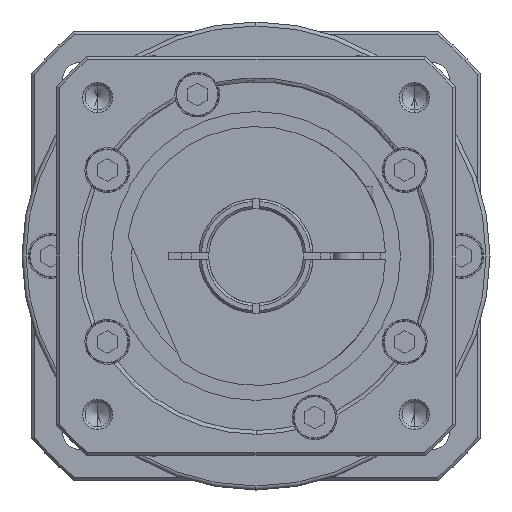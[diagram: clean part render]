
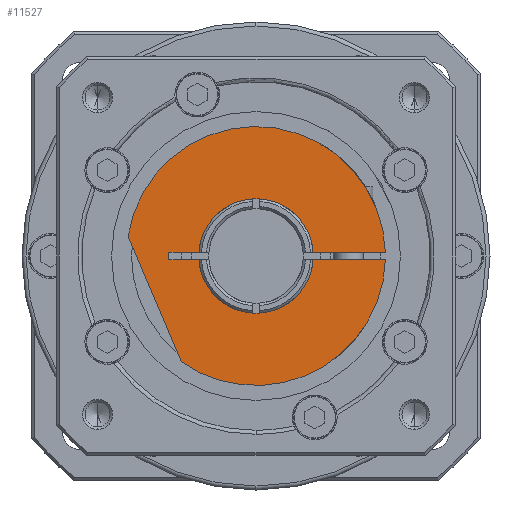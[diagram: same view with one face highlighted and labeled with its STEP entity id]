
A CAD part, left-side view. The second image highlights one B-rep face of the part: STEP entity #11527.
In plain terms, the highlighted planar face has unit normal (-1, 0, 0).
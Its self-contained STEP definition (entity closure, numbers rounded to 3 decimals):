
#4 = DIRECTION ( 'NONE',  ( 0., 1., 0. ) ) ;
#90 = VERTEX_POINT ( 'NONE', #16611 ) ;
#95 = AXIS2_PLACEMENT_3D ( 'NONE', #3966, #2697, #7848 ) ;
#198 = ORIENTED_EDGE ( 'NONE', *, *, #7257, .F. ) ;
#326 = ORIENTED_EDGE ( 'NONE', *, *, #6110, .F. ) ;
#885 = CIRCLE ( 'NONE', #8636, 26. ) ;
#960 = EDGE_CURVE ( 'NONE', #1004, #90, #13074, .T. ) ;
#1004 = VERTEX_POINT ( 'NONE', #16565 ) ;
#1270 = VECTOR ( 'NONE', #14050, 1000. ) ;
#1710 = CIRCLE ( 'NONE', #9615, 11.5 ) ;
#1809 = LINE ( 'NONE', #13820, #17230 ) ;
#1865 = ORIENTED_EDGE ( 'NONE', *, *, #12801, .F. ) ;
#2121 = VERTEX_POINT ( 'NONE', #3173 ) ;
#2427 = DIRECTION ( 'NONE',  ( 1., 0., 0. ) ) ;
#2570 = CIRCLE ( 'NONE', #3897, 26. ) ;
#2627 = VECTOR ( 'NONE', #2917, 1000. ) ;
#2697 = DIRECTION ( 'NONE',  ( 1., 0., 0. ) ) ;
#2778 = VERTEX_POINT ( 'NONE', #6065 ) ;
#2917 = DIRECTION ( 'NONE',  ( 0., -1., 0. ) ) ;
#2986 = ORIENTED_EDGE ( 'NONE', *, *, #4078, .F. ) ;
#3173 = CARTESIAN_POINT ( 'NONE',  ( -86.277, -11.476, -0.75 ) ) ;
#3267 = CARTESIAN_POINT ( 'NONE',  ( -86.277, -25.989, -0.75 ) ) ;
#3362 = CARTESIAN_POINT ( 'NONE',  ( -86.277, 14.992, -21.243 ) ) ;
#3500 = CARTESIAN_POINT ( 'NONE',  ( -86.277, -25.989, -0.75 ) ) ;
#3549 = DIRECTION ( 'NONE',  ( 0., 1., 0. ) ) ;
#3897 = AXIS2_PLACEMENT_3D ( 'NONE', #9008, #2427, #6444 ) ;
#3966 = CARTESIAN_POINT ( 'NONE',  ( -86.277, 0., 0. ) ) ;
#4053 = ORIENTED_EDGE ( 'NONE', *, *, #14518, .F. ) ;
#4078 = EDGE_CURVE ( 'NONE', #13047, #12487, #13374, .T. ) ;
#4250 = CARTESIAN_POINT ( 'NONE',  ( -86.277, 17.5, 0.75 ) ) ;
#4267 = VECTOR ( 'NONE', #8678, 1000. ) ;
#4473 = EDGE_LOOP ( 'NONE', ( #4053, #2986, #6667, #326, #198, #14085, #10498, #9800, #1865, #6364 ) ) ;
#4855 = DIRECTION ( 'NONE',  ( 0., 1., 0. ) ) ;
#4911 = VERTEX_POINT ( 'NONE', #4250 ) ;
#5002 = EDGE_CURVE ( 'NONE', #2121, #5752, #9093, .T. ) ;
#5165 = FACE_OUTER_BOUND ( 'NONE', #4473, .T. ) ;
#5526 = EDGE_CURVE ( 'NONE', #90, #2121, #15555, .T. ) ;
#5752 = VERTEX_POINT ( 'NONE', #3500 ) ;
#5822 = DIRECTION ( 'NONE',  ( 0., 0., -1. ) ) ;
#5950 = DIRECTION ( 'NONE',  ( 0., -1., 0. ) ) ;
#6065 = CARTESIAN_POINT ( 'NONE',  ( -86.277, 25.695, 3.972 ) ) ;
#6110 = EDGE_CURVE ( 'NONE', #14964, #2778, #13471, .T. ) ;
#6364 = ORIENTED_EDGE ( 'NONE', *, *, #16632, .F. ) ;
#6444 = DIRECTION ( 'NONE',  ( 0., 1., 0. ) ) ;
#6662 = CARTESIAN_POINT ( 'NONE',  ( -86.277, 0., 0. ) ) ;
#6667 = ORIENTED_EDGE ( 'NONE', *, *, #8289, .F. ) ;
#6885 = CARTESIAN_POINT ( 'NONE',  ( -86.277, 11.476, -0.75 ) ) ;
#7257 = EDGE_CURVE ( 'NONE', #5752, #14964, #2570, .T. ) ;
#7848 = DIRECTION ( 'NONE',  ( 0., 1., 0. ) ) ;
#8289 = EDGE_CURVE ( 'NONE', #2778, #13047, #885, .T. ) ;
#8636 = AXIS2_PLACEMENT_3D ( 'NONE', #8977, #14298, #3549 ) ;
#8678 = DIRECTION ( 'NONE',  ( 0., 0.391, 0.921 ) ) ;
#8977 = CARTESIAN_POINT ( 'NONE',  ( -86.277, 0., 0. ) ) ;
#9008 = CARTESIAN_POINT ( 'NONE',  ( -86.277, 0., 0. ) ) ;
#9093 = LINE ( 'NONE', #3267, #13287 ) ;
#9572 = AXIS2_PLACEMENT_3D ( 'NONE', #6662, #14656, #16045 ) ;
#9615 = AXIS2_PLACEMENT_3D ( 'NONE', #12862, #14104, #4855 ) ;
#9800 = ORIENTED_EDGE ( 'NONE', *, *, #960, .F. ) ;
#10368 = CARTESIAN_POINT ( 'NONE',  ( -86.277, -25.989, 0.75 ) ) ;
#10498 = ORIENTED_EDGE ( 'NONE', *, *, #5526, .F. ) ;
#11527 = ADVANCED_FACE ( 'NONE', ( #5165 ), #15806, .F. ) ;
#12274 = VECTOR ( 'NONE', #4, 1000. ) ;
#12487 = VERTEX_POINT ( 'NONE', #16858 ) ;
#12568 = CARTESIAN_POINT ( 'NONE',  ( -86.277, 25.695, 3.972 ) ) ;
#12601 = VERTEX_POINT ( 'NONE', #16960 ) ;
#12801 = EDGE_CURVE ( 'NONE', #4911, #1004, #1809, .T. ) ;
#12862 = CARTESIAN_POINT ( 'NONE',  ( -86.277, 0., 0. ) ) ;
#13047 = VERTEX_POINT ( 'NONE', #10368 ) ;
#13074 = LINE ( 'NONE', #6885, #2627 ) ;
#13287 = VECTOR ( 'NONE', #5950, 1000. ) ;
#13374 = LINE ( 'NONE', #16612, #1270 ) ;
#13471 = LINE ( 'NONE', #12568, #4267 ) ;
#13820 = CARTESIAN_POINT ( 'NONE',  ( -86.277, 17.5, 0.75 ) ) ;
#14050 = DIRECTION ( 'NONE',  ( 0., 1., 0. ) ) ;
#14085 = ORIENTED_EDGE ( 'NONE', *, *, #5002, .F. ) ;
#14104 = DIRECTION ( 'NONE',  ( -1., 0., 0. ) ) ;
#14298 = DIRECTION ( 'NONE',  ( 1., 0., 0. ) ) ;
#14518 = EDGE_CURVE ( 'NONE', #12487, #12601, #1710, .T. ) ;
#14656 = DIRECTION ( 'NONE',  ( -1., 0., 0. ) ) ;
#14964 = VERTEX_POINT ( 'NONE', #3362 ) ;
#15409 = LINE ( 'NONE', #16261, #12274 ) ;
#15555 = CIRCLE ( 'NONE', #9572, 11.5 ) ;
#15806 = PLANE ( 'NONE',  #95 ) ;
#16045 = DIRECTION ( 'NONE',  ( 0., 1., 0. ) ) ;
#16261 = CARTESIAN_POINT ( 'NONE',  ( -86.277, 11.476, 0.75 ) ) ;
#16565 = CARTESIAN_POINT ( 'NONE',  ( -86.277, 17.5, -0.75 ) ) ;
#16611 = CARTESIAN_POINT ( 'NONE',  ( -86.277, 11.476, -0.75 ) ) ;
#16612 = CARTESIAN_POINT ( 'NONE',  ( -86.277, -25.989, 0.75 ) ) ;
#16632 = EDGE_CURVE ( 'NONE', #12601, #4911, #15409, .T. ) ;
#16858 = CARTESIAN_POINT ( 'NONE',  ( -86.277, -11.476, 0.75 ) ) ;
#16960 = CARTESIAN_POINT ( 'NONE',  ( -86.277, 11.476, 0.75 ) ) ;
#17230 = VECTOR ( 'NONE', #5822, 1000. ) ;
